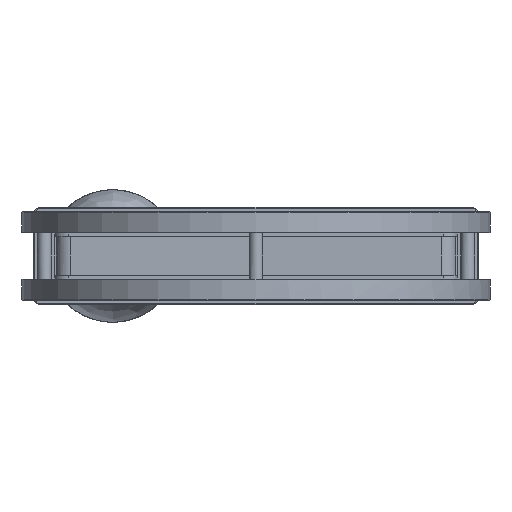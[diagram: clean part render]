
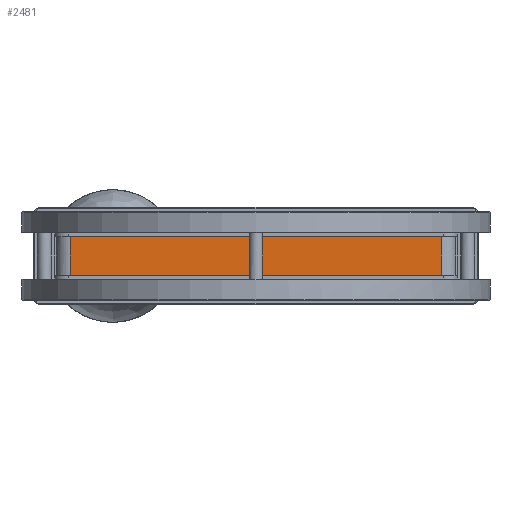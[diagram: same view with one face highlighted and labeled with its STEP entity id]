
A CAD part, front view. The second image highlights one B-rep face of the part: STEP entity #2481.
In plain terms, the highlighted planar face has unit normal (0, -1, 0).
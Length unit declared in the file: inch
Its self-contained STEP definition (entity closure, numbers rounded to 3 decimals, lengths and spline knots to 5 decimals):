
#24 = CARTESIAN_POINT ( 'NONE',  ( 6.641, -6.885, 0.692 ) ) ;
#136 = B_SPLINE_CURVE_WITH_KNOTS ( 'NONE', 3,
 ( #24140, #15770, #5630, #24 ),
 .UNSPECIFIED., .F., .F.,
 ( 4, 4 ),
 ( 0., 1. ),
 .UNSPECIFIED. ) ;
#2076 = B_SPLINE_CURVE_WITH_KNOTS ( 'NONE', 3,
 ( #3000, #32024, #24310, #18725 ),
 .UNSPECIFIED., .F., .F.,
 ( 4, 4 ),
 ( 0., 1. ),
 .UNSPECIFIED. ) ;
#2315 = EDGE_LOOP ( 'NONE', ( #23342, #13596, #30215, #29687 ) ) ;
#2481 = ADVANCED_FACE ( 'NONE', ( #14489 ), #6639, .F. ) ;
#2671 = VERTEX_POINT ( 'NONE', #25773 ) ;
#3000 = CARTESIAN_POINT ( 'NONE',  ( 6.641, -6.885, -0.692 ) ) ;
#3787 = EDGE_CURVE ( 'NONE', #11588, #5102, #2076, .T. ) ;
#4020 = DIRECTION ( 'NONE',  ( 0., 1., 0. ) ) ;
#5102 = VERTEX_POINT ( 'NONE', #23368 ) ;
#5630 = CARTESIAN_POINT ( 'NONE',  ( 2.21367, -6.885, 0.692 ) ) ;
#6639 = PLANE ( 'NONE',  #34084 ) ;
#6690 = CARTESIAN_POINT ( 'NONE',  ( 6.641, -6.885, -0.692 ) ) ;
#6948 = CARTESIAN_POINT ( 'NONE',  ( -6.641, -6.885, -0.23067 ) ) ;
#7068 = CARTESIAN_POINT ( 'NONE',  ( 6.641, -6.885, 0.23067 ) ) ;
#7342 = VERTEX_POINT ( 'NONE', #24234 ) ;
#8543 = EDGE_CURVE ( 'NONE', #2671, #11588, #31393, .T. ) ;
#10859 = EDGE_CURVE ( 'NONE', #5102, #7342, #18330, .T. ) ;
#11588 = VERTEX_POINT ( 'NONE', #6690 ) ;
#12297 = CARTESIAN_POINT ( 'NONE',  ( 6.641, -6.885, -0.23067 ) ) ;
#13596 = ORIENTED_EDGE ( 'NONE', *, *, #10859, .F. ) ;
#14489 = FACE_OUTER_BOUND ( 'NONE', #2315, .T. ) ;
#14664 = DIRECTION ( 'NONE',  ( 1., 0., 0. ) ) ;
#15770 = CARTESIAN_POINT ( 'NONE',  ( -2.21367, -6.885, 0.692 ) ) ;
#17293 = CARTESIAN_POINT ( 'NONE',  ( 6.641, -6.885, -0.692 ) ) ;
#17947 = CARTESIAN_POINT ( 'NONE',  ( -6.641, -6.885, 0.692 ) ) ;
#18330 = B_SPLINE_CURVE_WITH_KNOTS ( 'NONE', 3,
 ( #28787, #6948, #33849, #17947 ),
 .UNSPECIFIED., .F., .F.,
 ( 4, 4 ),
 ( 0., 1. ),
 .UNSPECIFIED. ) ;
#18725 = CARTESIAN_POINT ( 'NONE',  ( -6.641, -6.885, -0.692 ) ) ;
#20154 = CARTESIAN_POINT ( 'NONE',  ( 6.641, -6.885, -0.692 ) ) ;
#23342 = ORIENTED_EDGE ( 'NONE', *, *, #26258, .F. ) ;
#23368 = CARTESIAN_POINT ( 'NONE',  ( -6.641, -6.885, -0.692 ) ) ;
#24140 = CARTESIAN_POINT ( 'NONE',  ( -6.641, -6.885, 0.692 ) ) ;
#24234 = CARTESIAN_POINT ( 'NONE',  ( -6.641, -6.885, 0.692 ) ) ;
#24310 = CARTESIAN_POINT ( 'NONE',  ( -2.21367, -6.885, -0.692 ) ) ;
#25773 = CARTESIAN_POINT ( 'NONE',  ( 6.641, -6.885, 0.692 ) ) ;
#26258 = EDGE_CURVE ( 'NONE', #7342, #2671, #136, .T. ) ;
#28787 = CARTESIAN_POINT ( 'NONE',  ( -6.641, -6.885, -0.692 ) ) ;
#29687 = ORIENTED_EDGE ( 'NONE', *, *, #8543, .F. ) ;
#30215 = ORIENTED_EDGE ( 'NONE', *, *, #3787, .F. ) ;
#31393 = B_SPLINE_CURVE_WITH_KNOTS ( 'NONE', 3,
 ( #33103, #7068, #12297, #20154 ),
 .UNSPECIFIED., .F., .F.,
 ( 4, 4 ),
 ( 0., 1. ),
 .UNSPECIFIED. ) ;
#32024 = CARTESIAN_POINT ( 'NONE',  ( 2.21367, -6.885, -0.692 ) ) ;
#33103 = CARTESIAN_POINT ( 'NONE',  ( 6.641, -6.885, 0.692 ) ) ;
#33849 = CARTESIAN_POINT ( 'NONE',  ( -6.641, -6.885, 0.23067 ) ) ;
#34084 = AXIS2_PLACEMENT_3D ( 'NONE', #17293, #4020, #14664 ) ;
